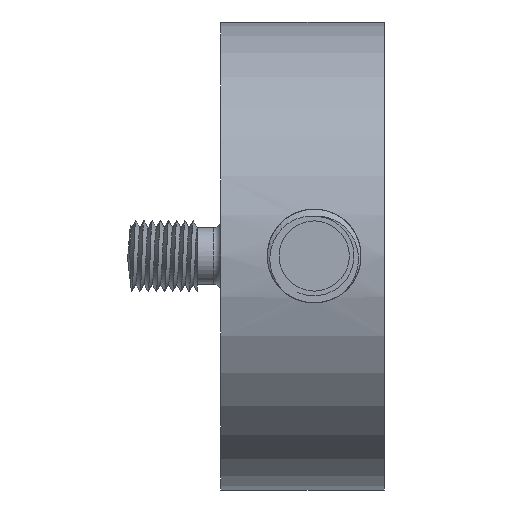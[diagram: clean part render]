
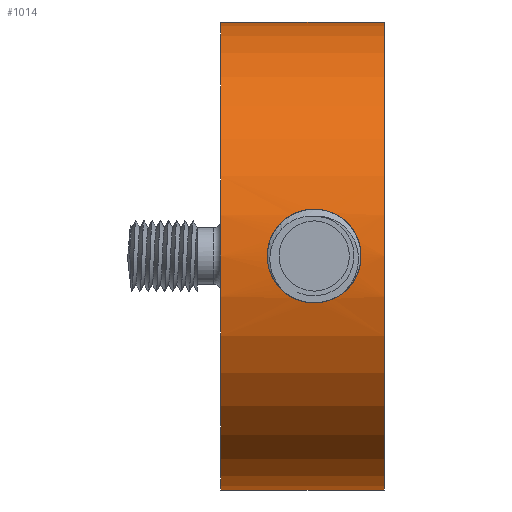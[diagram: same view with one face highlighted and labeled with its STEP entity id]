
A CAD part, left-side view. The second image highlights one B-rep face of the part: STEP entity #1014.
In plain terms, the highlighted cylindrical face has radius 10 mm (diameter 20 mm), a full revolution.
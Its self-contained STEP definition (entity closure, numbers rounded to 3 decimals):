
#30=FACE_BOUND('',#141,.T.);
#83=FACE_OUTER_BOUND('',#140,.T.);
#140=EDGE_LOOP('',(#803,#804,#805,#806,#807,#808));
#141=EDGE_LOOP('',(#809,#810));
#192=CIRCLE('',#1116,10.);
#193=CIRCLE('',#1117,10.);
#194=CIRCLE('',#1118,10.);
#195=CIRCLE('',#1119,10.);
#259=B_SPLINE_CURVE_WITH_KNOTS('',3,(#3676,#3677,#3678,#3679,#3680,#3681,
#3682,#3683,#3684,#3685,#3686,#3687,#3688,#3689,#3690,#3691,#3692,#3693,
#3694,#3695,#3696,#3697,#3698,#3699,#3700),.UNSPECIFIED.,.F.,.F.,(4,2,2,
3,2,2,2,2,2,2,2,4),(1.028,1.058,1.133,
1.209,1.284,1.36,1.436,1.511,
1.587,1.662,1.738,1.813),
 .UNSPECIFIED.);
#260=B_SPLINE_CURVE_WITH_KNOTS('',3,(#3777,#3778,#3779,#3780,#3781,#3782,
#3783,#3784,#3785,#3786,#3787,#3788,#3789,#3790),.UNSPECIFIED.,.F.,.F.,
(4,2,2,2,2,2,4),(-0.424,-0.378,-0.302,
-0.227,-0.151,-0.076,0.),
 .UNSPECIFIED.);
#310=LINE('',#3773,#355);
#355=VECTOR('',#1323,10.);
#431=VERTEX_POINT('',#3650);
#432=VERTEX_POINT('',#3675);
#458=VERTEX_POINT('',#3768);
#459=VERTEX_POINT('',#3769);
#460=VERTEX_POINT('',#3772);
#461=VERTEX_POINT('',#3774);
#568=EDGE_CURVE('',#432,#431,#259,.F.);
#601=EDGE_CURVE('',#458,#459,#192,.T.);
#602=EDGE_CURVE('',#459,#458,#193,.T.);
#603=EDGE_CURVE('',#459,#460,#310,.T.);
#604=EDGE_CURVE('',#460,#461,#194,.T.);
#605=EDGE_CURVE('',#461,#460,#195,.T.);
#606=EDGE_CURVE('',#431,#432,#260,.T.);
#803=ORIENTED_EDGE('',*,*,#601,.F.);
#804=ORIENTED_EDGE('',*,*,#602,.F.);
#805=ORIENTED_EDGE('',*,*,#603,.T.);
#806=ORIENTED_EDGE('',*,*,#604,.T.);
#807=ORIENTED_EDGE('',*,*,#605,.T.);
#808=ORIENTED_EDGE('',*,*,#603,.F.);
#809=ORIENTED_EDGE('',*,*,#606,.T.);
#810=ORIENTED_EDGE('',*,*,#568,.T.);
#969=CYLINDRICAL_SURFACE('',#1115,10.);
#1014=ADVANCED_FACE('',(#83,#30),#969,.T.);
#1115=AXIS2_PLACEMENT_3D('',#3767,#1317,#1318);
#1116=AXIS2_PLACEMENT_3D('',#3770,#1319,#1320);
#1117=AXIS2_PLACEMENT_3D('',#3771,#1321,#1322);
#1118=AXIS2_PLACEMENT_3D('',#3775,#1324,#1325);
#1119=AXIS2_PLACEMENT_3D('',#3776,#1326,#1327);
#1317=DIRECTION('center_axis',(0.,1.,0.));
#1318=DIRECTION('ref_axis',(0.,0.,1.));
#1319=DIRECTION('center_axis',(0.,1.,0.));
#1320=DIRECTION('ref_axis',(0.,0.,1.));
#1321=DIRECTION('center_axis',(0.,1.,0.));
#1322=DIRECTION('ref_axis',(0.,0.,1.));
#1323=DIRECTION('',(0.,-1.,0.));
#1324=DIRECTION('center_axis',(0.,1.,0.));
#1325=DIRECTION('ref_axis',(0.,0.,1.));
#1326=DIRECTION('center_axis',(0.,1.,0.));
#1327=DIRECTION('ref_axis',(0.,0.,1.));
#3650=CARTESIAN_POINT('',(-9.93,4.612,-1.184));
#3675=CARTESIAN_POINT('',(-9.798,3.,2.));
#3676=CARTESIAN_POINT('Ctrl Pts',(-9.93,4.612,-1.184));
#3677=CARTESIAN_POINT('Ctrl Pts',(-9.92,4.551,-1.267));
#3678=CARTESIAN_POINT('Ctrl Pts',(-9.909,4.484,-1.344));
#3679=CARTESIAN_POINT('Ctrl Pts',(-9.874,4.237,-1.591));
#3680=CARTESIAN_POINT('Ctrl Pts',(-9.847,4.013,-1.745));
#3681=CARTESIAN_POINT('Ctrl Pts',(-9.809,3.52,-1.95));
#3682=CARTESIAN_POINT('Ctrl Pts',(-9.798,3.252,-2.));
#3683=CARTESIAN_POINT('Ctrl Pts',(-9.798,3.,-2.));
#3684=CARTESIAN_POINT('Ctrl Pts',(-9.798,2.748,-2.));
#3685=CARTESIAN_POINT('Ctrl Pts',(-9.809,2.48,-1.95));
#3686=CARTESIAN_POINT('Ctrl Pts',(-9.847,1.987,-1.745));
#3687=CARTESIAN_POINT('Ctrl Pts',(-9.874,1.763,-1.591));
#3688=CARTESIAN_POINT('Ctrl Pts',(-9.925,1.409,-1.237));
#3689=CARTESIAN_POINT('Ctrl Pts',(-9.952,1.255,-1.013));
#3690=CARTESIAN_POINT('Ctrl Pts',(-9.99,1.05,-0.52));
#3691=CARTESIAN_POINT('Ctrl Pts',(-10.,1.,-0.252));
#3692=CARTESIAN_POINT('Ctrl Pts',(-10.,1.,0.252));
#3693=CARTESIAN_POINT('Ctrl Pts',(-9.99,1.05,0.52));
#3694=CARTESIAN_POINT('Ctrl Pts',(-9.952,1.255,1.013));
#3695=CARTESIAN_POINT('Ctrl Pts',(-9.925,1.409,1.237));
#3696=CARTESIAN_POINT('Ctrl Pts',(-9.874,1.763,1.591));
#3697=CARTESIAN_POINT('Ctrl Pts',(-9.847,1.987,1.745));
#3698=CARTESIAN_POINT('Ctrl Pts',(-9.809,2.48,1.95));
#3699=CARTESIAN_POINT('Ctrl Pts',(-9.798,2.748,2.));
#3700=CARTESIAN_POINT('Ctrl Pts',(-9.798,3.,2.));
#3767=CARTESIAN_POINT('Origin',(0.,17.119,0.));
#3768=CARTESIAN_POINT('',(0.,7.,10.));
#3769=CARTESIAN_POINT('',(0.,7.,-10.));
#3770=CARTESIAN_POINT('Origin',(0.,7.,0.));
#3771=CARTESIAN_POINT('Origin',(0.,7.,0.));
#3772=CARTESIAN_POINT('',(0.,0.,-10.));
#3773=CARTESIAN_POINT('',(0.,17.119,-10.));
#3774=CARTESIAN_POINT('',(0.,0.,10.));
#3775=CARTESIAN_POINT('Origin',(0.,0.,0.));
#3776=CARTESIAN_POINT('Origin',(0.,0.,0.));
#3777=CARTESIAN_POINT('Ctrl Pts',(-9.93,4.612,-1.184));
#3778=CARTESIAN_POINT('Ctrl Pts',(-9.945,4.705,-1.057));
#3779=CARTESIAN_POINT('Ctrl Pts',(-9.959,4.785,-0.915));
#3780=CARTESIAN_POINT('Ctrl Pts',(-9.99,4.95,-0.52));
#3781=CARTESIAN_POINT('Ctrl Pts',(-10.,5.,-0.252));
#3782=CARTESIAN_POINT('Ctrl Pts',(-10.,5.,0.252));
#3783=CARTESIAN_POINT('Ctrl Pts',(-9.99,4.95,0.52));
#3784=CARTESIAN_POINT('Ctrl Pts',(-9.952,4.745,1.013));
#3785=CARTESIAN_POINT('Ctrl Pts',(-9.925,4.591,1.237));
#3786=CARTESIAN_POINT('Ctrl Pts',(-9.874,4.237,1.591));
#3787=CARTESIAN_POINT('Ctrl Pts',(-9.847,4.013,1.745));
#3788=CARTESIAN_POINT('Ctrl Pts',(-9.809,3.52,1.95));
#3789=CARTESIAN_POINT('Ctrl Pts',(-9.798,3.252,2.));
#3790=CARTESIAN_POINT('Ctrl Pts',(-9.798,3.,2.));
